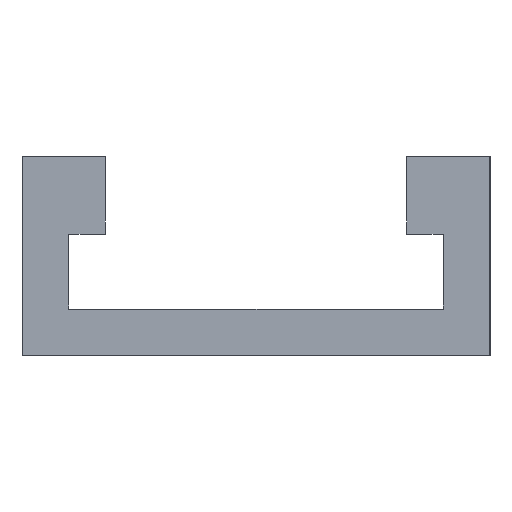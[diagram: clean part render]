
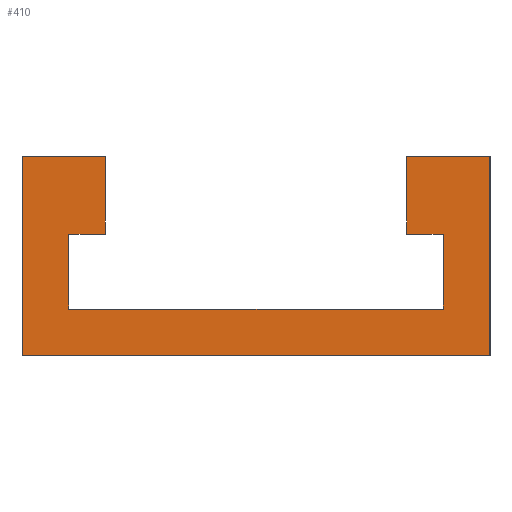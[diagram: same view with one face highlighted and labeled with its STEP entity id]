
A CAD part, left-side view. The second image highlights one B-rep face of the part: STEP entity #410.
In plain terms, the highlighted planar face has unit normal (-1, 0, 0).
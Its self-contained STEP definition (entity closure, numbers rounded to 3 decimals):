
#28=PLANE('',#458);
#50=FACE_OUTER_BOUND('',#76,.T.);
#76=EDGE_LOOP('',(#325,#326,#327,#328,#329,#330,#331,#332,#333,#334,#335,
#336));
#97=LINE('',#600,#141);
#105=LINE('',#638,#149);
#106=LINE('',#640,#150);
#107=LINE('',#642,#151);
#108=LINE('',#643,#152);
#109=LINE('',#645,#153);
#110=LINE('',#647,#154);
#111=LINE('',#649,#155);
#112=LINE('',#651,#156);
#113=LINE('',#653,#157);
#114=LINE('',#655,#158);
#115=LINE('',#656,#159);
#141=VECTOR('',#485,10.);
#149=VECTOR('',#529,10.);
#150=VECTOR('',#530,10.);
#151=VECTOR('',#531,10.);
#152=VECTOR('',#532,10.);
#153=VECTOR('',#533,10.);
#154=VECTOR('',#534,10.);
#155=VECTOR('',#535,10.);
#156=VECTOR('',#536,10.);
#157=VECTOR('',#537,10.);
#158=VECTOR('',#538,10.);
#159=VECTOR('',#539,10.);
#195=VERTEX_POINT('',#593);
#198=VERTEX_POINT('',#598);
#209=VERTEX_POINT('',#636);
#210=VERTEX_POINT('',#637);
#211=VERTEX_POINT('',#639);
#212=VERTEX_POINT('',#641);
#213=VERTEX_POINT('',#644);
#214=VERTEX_POINT('',#646);
#215=VERTEX_POINT('',#648);
#216=VERTEX_POINT('',#650);
#217=VERTEX_POINT('',#652);
#218=VERTEX_POINT('',#654);
#235=EDGE_CURVE('',#195,#198,#97,.T.);
#253=EDGE_CURVE('',#209,#210,#105,.T.);
#254=EDGE_CURVE('',#210,#211,#106,.T.);
#255=EDGE_CURVE('',#211,#212,#107,.T.);
#256=EDGE_CURVE('',#212,#195,#108,.T.);
#257=EDGE_CURVE('',#198,#213,#109,.T.);
#258=EDGE_CURVE('',#213,#214,#110,.T.);
#259=EDGE_CURVE('',#214,#215,#111,.T.);
#260=EDGE_CURVE('',#215,#216,#112,.T.);
#261=EDGE_CURVE('',#216,#217,#113,.T.);
#262=EDGE_CURVE('',#217,#218,#114,.T.);
#263=EDGE_CURVE('',#218,#209,#115,.T.);
#325=ORIENTED_EDGE('',*,*,#253,.T.);
#326=ORIENTED_EDGE('',*,*,#254,.T.);
#327=ORIENTED_EDGE('',*,*,#255,.T.);
#328=ORIENTED_EDGE('',*,*,#256,.T.);
#329=ORIENTED_EDGE('',*,*,#235,.T.);
#330=ORIENTED_EDGE('',*,*,#257,.T.);
#331=ORIENTED_EDGE('',*,*,#258,.T.);
#332=ORIENTED_EDGE('',*,*,#259,.T.);
#333=ORIENTED_EDGE('',*,*,#260,.T.);
#334=ORIENTED_EDGE('',*,*,#261,.T.);
#335=ORIENTED_EDGE('',*,*,#262,.T.);
#336=ORIENTED_EDGE('',*,*,#263,.T.);
#410=ADVANCED_FACE('',(#50),#28,.T.);
#458=AXIS2_PLACEMENT_3D('',#635,#527,#528);
#485=DIRECTION('',(0.,1.,0.));
#527=DIRECTION('center_axis',(-1.,0.,0.));
#528=DIRECTION('ref_axis',(0.,0.,1.));
#529=DIRECTION('',(0.,1.,0.));
#530=DIRECTION('',(0.,0.,-1.));
#531=DIRECTION('',(0.,-1.,0.));
#532=DIRECTION('',(0.,0.,-1.));
#533=DIRECTION('',(0.,0.,1.));
#534=DIRECTION('',(0.,-1.,0.));
#535=DIRECTION('',(0.,0.,1.));
#536=DIRECTION('',(0.,1.,0.));
#537=DIRECTION('',(0.,0.,-1.));
#538=DIRECTION('',(0.,-1.,0.));
#539=DIRECTION('',(0.,0.,1.));
#593=CARTESIAN_POINT('',(-250.,-12.,3.));
#598=CARTESIAN_POINT('',(-250.,12.,3.));
#600=CARTESIAN_POINT('',(-250.,-12.,3.));
#635=CARTESIAN_POINT('Origin',(-250.,0.,6.4));
#636=CARTESIAN_POINT('',(-250.,-15.,12.8));
#637=CARTESIAN_POINT('',(-250.,-9.65,12.8));
#638=CARTESIAN_POINT('',(-250.,-9.65,12.8));
#639=CARTESIAN_POINT('',(-250.,-9.65,7.8));
#640=CARTESIAN_POINT('',(-250.,-9.65,7.8));
#641=CARTESIAN_POINT('',(-250.,-12.,7.8));
#642=CARTESIAN_POINT('',(-250.,-9.65,7.8));
#643=CARTESIAN_POINT('',(-250.,-12.,7.8));
#644=CARTESIAN_POINT('',(-250.,12.,7.8));
#645=CARTESIAN_POINT('',(-250.,12.,3.));
#646=CARTESIAN_POINT('',(-250.,9.65,7.8));
#647=CARTESIAN_POINT('',(-250.,12.,7.8));
#648=CARTESIAN_POINT('',(-250.,9.65,12.8));
#649=CARTESIAN_POINT('',(-250.,9.65,12.8));
#650=CARTESIAN_POINT('',(-250.,15.,12.8));
#651=CARTESIAN_POINT('',(-250.,15.,12.8));
#652=CARTESIAN_POINT('',(-250.,15.,0.));
#653=CARTESIAN_POINT('',(-250.,15.,0.));
#654=CARTESIAN_POINT('',(-250.,-15.,0.));
#655=CARTESIAN_POINT('',(-250.,-15.,0.));
#656=CARTESIAN_POINT('',(-250.,-15.,12.8));
